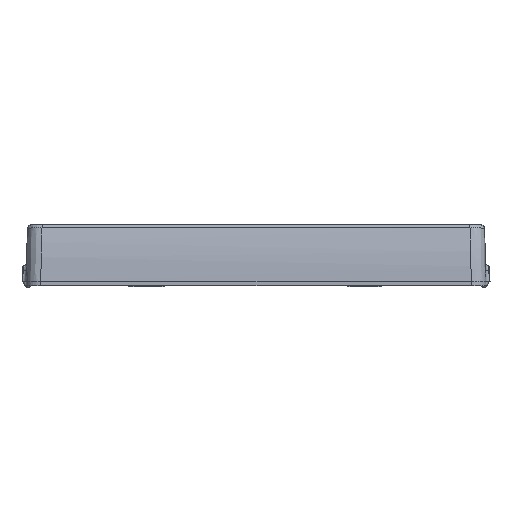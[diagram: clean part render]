
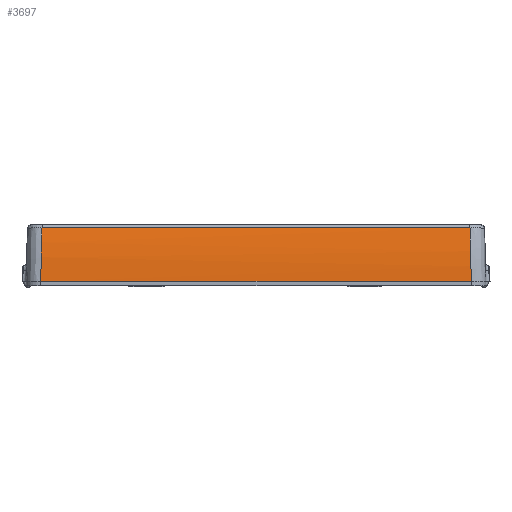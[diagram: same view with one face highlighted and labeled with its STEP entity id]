
A CAD part, front view. The second image highlights one B-rep face of the part: STEP entity #3697.
In plain terms, the highlighted cylindrical face has radius 26.75 mm (diameter 53.5 mm), a partial arc.
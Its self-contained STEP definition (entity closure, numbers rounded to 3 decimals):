
#3677=AXIS2_PLACEMENT_3D('Cylinder Axis2P3D',#3674,#3675,#3676) ;
#1776=CARTESIAN_POINT('Vertex',(-24.78,-25.762,13.683)) ;
#1786=CARTESIAN_POINT('Vertex',(-24.933,-26.732,7.46)) ;
#1790=CARTESIAN_POINT('Control Point',(-24.933,-26.732,7.46)) ;
#1791=CARTESIAN_POINT('Control Point',(-24.902,-26.686,8.722)) ;
#1792=CARTESIAN_POINT('Control Point',(-24.871,-26.565,9.981)) ;
#1793=CARTESIAN_POINT('Control Point',(-24.84,-26.37,11.231)) ;
#1794=CARTESIAN_POINT('Control Point',(-24.81,-26.102,12.467)) ;
#1795=CARTESIAN_POINT('Control Point',(-24.78,-25.762,13.683)) ;
#3463=CARTESIAN_POINT('Vertex',(24.933,-26.732,7.46)) ;
#3482=CARTESIAN_POINT('Line Origine',(0.,-26.732,7.46)) ;
#3674=CARTESIAN_POINT('Axis2P3D Location',(0.,0.,6.48)) ;
#3680=CARTESIAN_POINT('Control Point',(24.78,-25.762,13.683)) ;
#3681=CARTESIAN_POINT('Control Point',(24.83,-26.329,11.657)) ;
#3682=CARTESIAN_POINT('Control Point',(24.881,-26.655,9.563)) ;
#3683=CARTESIAN_POINT('Control Point',(24.933,-26.732,7.46)) ;
#3684=CARTESIAN_POINT('Vertex',(24.78,-25.762,13.683)) ;
#3688=CARTESIAN_POINT('Control Point',(-24.78,-25.762,13.683)) ;
#3689=CARTESIAN_POINT('Control Point',(24.78,-25.762,13.683)) ;
#3483=DIRECTION('Vector Direction',(1.,0.,0.)) ;
#3675=DIRECTION('Axis2P3D Direction',(1.,0.,0.)) ;
#3676=DIRECTION('Axis2P3D XDirection',(0.,1.,0.023)) ;
#3484=VECTOR('Line Direction',#3483,1.) ;
#3692=ORIENTED_EDGE('',*,*,#1796,.T.) ;
#3693=ORIENTED_EDGE('',*,*,#3486,.T.) ;
#3694=ORIENTED_EDGE('',*,*,#3686,.F.) ;
#3695=ORIENTED_EDGE('',*,*,#3690,.F.) ;
#3697=ADVANCED_FACE('PartBody',(#3696),#3678,.T.) ;
#1789=B_SPLINE_CURVE_WITH_KNOTS('',5,(#1790,#1791,#1792,#1793,#1794,#1795),.UNSPECIFIED.,.F.,.U.,(6,6),(23.187,31.839),.UNSPECIFIED.) ;
#3679=B_SPLINE_CURVE_WITH_KNOTS('',3,(#3680,#3681,#3682,#3683),.UNSPECIFIED.,.F.,.U.,(4,4),(127.002,135.654),.UNSPECIFIED.) ;
#3687=B_SPLINE_CURVE_WITH_KNOTS('',1,(#3688,#3689),.UNSPECIFIED.,.F.,.U.,(2,2),(-24.78,24.78),.UNSPECIFIED.) ;
#3678=CYLINDRICAL_SURFACE('generated cylinder',#3677,26.75) ;
#1796=EDGE_CURVE('',#1777,#1787,#1789,.F.) ;
#3486=EDGE_CURVE('',#1787,#3464,#3485,.T.) ;
#3686=EDGE_CURVE('',#3685,#3464,#3679,.T.) ;
#3690=EDGE_CURVE('',#1777,#3685,#3687,.T.) ;
#3691=EDGE_LOOP('',(#3692,#3693,#3694,#3695)) ;
#3696=FACE_OUTER_BOUND('',#3691,.T.) ;
#3485=LINE('Line',#3482,#3484) ;
#1777=VERTEX_POINT('',#1776) ;
#1787=VERTEX_POINT('',#1786) ;
#3464=VERTEX_POINT('',#3463) ;
#3685=VERTEX_POINT('',#3684) ;
